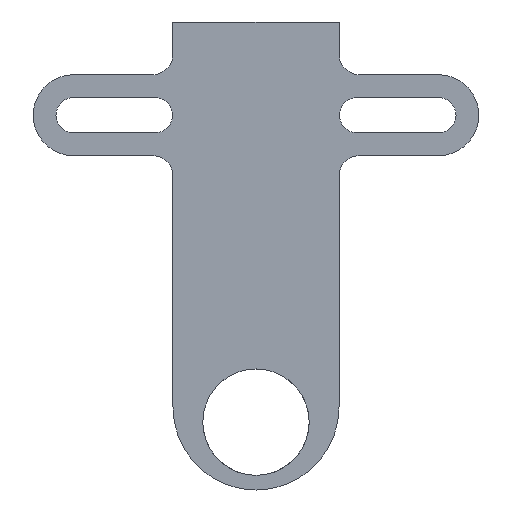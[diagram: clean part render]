
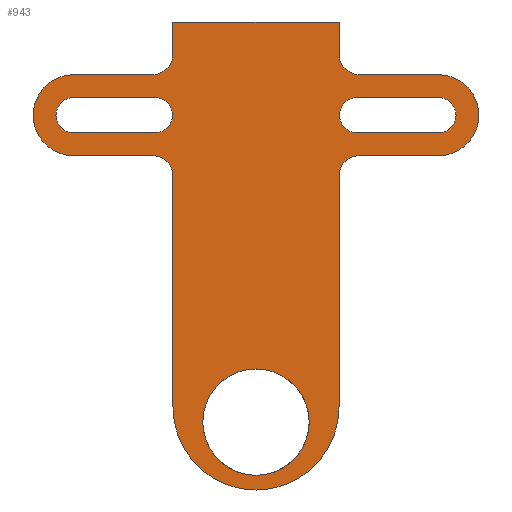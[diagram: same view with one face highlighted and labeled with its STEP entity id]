
A CAD part, front view. The second image highlights one B-rep face of the part: STEP entity #943.
In plain terms, the highlighted planar face has unit normal (0, -1, 0).
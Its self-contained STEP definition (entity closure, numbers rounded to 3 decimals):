
#19=FACE_BOUND('',#148,.T.);
#20=FACE_BOUND('',#149,.T.);
#21=FACE_BOUND('',#150,.T.);
#51=PLANE('',#1037);
#97=FACE_OUTER_BOUND('',#147,.T.);
#147=EDGE_LOOP('',(#857,#858,#859,#860,#861,#862,#863,#864,#865,#866,#867,
#868,#869,#870,#871,#872));
#148=EDGE_LOOP('',(#873,#874,#875,#876));
#149=EDGE_LOOP('',(#877,#878,#879,#880));
#150=EDGE_LOOP('',(#881));
#155=LINE('',#1316,#256);
#158=LINE('',#1328,#259);
#164=LINE('',#1339,#265);
#174=LINE('',#1363,#275);
#177=LINE('',#1375,#278);
#183=LINE('',#1386,#284);
#189=LINE('',#1399,#290);
#194=LINE('',#1413,#295);
#198=LINE('',#1427,#299);
#200=LINE('',#1433,#301);
#205=LINE('',#1447,#306);
#209=LINE('',#1461,#310);
#251=LINE('',#1569,#352);
#256=VECTOR('',#1052,10.);
#259=VECTOR('',#1063,10.);
#265=VECTOR('',#1069,10.);
#275=VECTOR('',#1087,10.);
#278=VECTOR('',#1098,10.);
#284=VECTOR('',#1104,10.);
#290=VECTOR('',#1112,10.);
#295=VECTOR('',#1125,10.);
#299=VECTOR('',#1143,10.);
#301=VECTOR('',#1149,10.);
#306=VECTOR('',#1162,10.);
#310=VECTOR('',#1180,10.);
#352=VECTOR('',#1294,10.);
#354=CIRCLE('',#960,2.);
#356=CIRCLE('',#964,2.);
#358=CIRCLE('',#968,2.);
#360=CIRCLE('',#972,2.);
#361=CIRCLE('',#976,1.75);
#363=CIRCLE('',#980,1.75);
#365=CIRCLE('',#983,4.);
#367=CIRCLE('',#989,1.75);
#369=CIRCLE('',#993,1.75);
#371=CIRCLE('',#996,4.);
#385=CIRCLE('',#1033,5.25);
#386=CIRCLE('',#1036,8.2);
#389=VERTEX_POINT('',#1306);
#390=VERTEX_POINT('',#1308);
#392=VERTEX_POINT('',#1314);
#395=VERTEX_POINT('',#1321);
#396=VERTEX_POINT('',#1323);
#397=VERTEX_POINT('',#1327);
#402=VERTEX_POINT('',#1337);
#409=VERTEX_POINT('',#1353);
#410=VERTEX_POINT('',#1355);
#412=VERTEX_POINT('',#1361);
#415=VERTEX_POINT('',#1368);
#416=VERTEX_POINT('',#1370);
#417=VERTEX_POINT('',#1374);
#422=VERTEX_POINT('',#1384);
#427=VERTEX_POINT('',#1397);
#428=VERTEX_POINT('',#1398);
#431=VERTEX_POINT('',#1406);
#433=VERTEX_POINT('',#1412);
#435=VERTEX_POINT('',#1421);
#437=VERTEX_POINT('',#1431);
#438=VERTEX_POINT('',#1432);
#441=VERTEX_POINT('',#1440);
#443=VERTEX_POINT('',#1446);
#445=VERTEX_POINT('',#1455);
#476=VERTEX_POINT('',#1565);
#479=EDGE_CURVE('',#389,#390,#354,.T.);
#483=EDGE_CURVE('',#392,#389,#155,.T.);
#486=EDGE_CURVE('',#395,#396,#356,.T.);
#488=EDGE_CURVE('',#397,#390,#158,.T.);
#494=EDGE_CURVE('',#395,#402,#164,.T.);
#502=EDGE_CURVE('',#409,#410,#358,.T.);
#506=EDGE_CURVE('',#412,#409,#174,.T.);
#509=EDGE_CURVE('',#415,#416,#360,.T.);
#511=EDGE_CURVE('',#417,#410,#177,.T.);
#517=EDGE_CURVE('',#415,#422,#183,.T.);
#523=EDGE_CURVE('',#427,#428,#189,.T.);
#527=EDGE_CURVE('',#428,#431,#361,.T.);
#530=EDGE_CURVE('',#431,#433,#194,.T.);
#533=EDGE_CURVE('',#433,#427,#363,.T.);
#535=EDGE_CURVE('',#392,#435,#365,.T.);
#538=EDGE_CURVE('',#435,#396,#198,.T.);
#540=EDGE_CURVE('',#437,#438,#200,.T.);
#544=EDGE_CURVE('',#438,#441,#367,.T.);
#547=EDGE_CURVE('',#441,#443,#205,.T.);
#550=EDGE_CURVE('',#443,#437,#369,.T.);
#552=EDGE_CURVE('',#412,#445,#371,.T.);
#555=EDGE_CURVE('',#445,#416,#209,.T.);
#609=EDGE_CURVE('',#476,#476,#385,.T.);
#610=EDGE_CURVE('',#402,#417,#251,.T.);
#611=EDGE_CURVE('',#397,#422,#386,.T.);
#857=ORIENTED_EDGE('',*,*,#488,.T.);
#858=ORIENTED_EDGE('',*,*,#479,.F.);
#859=ORIENTED_EDGE('',*,*,#483,.F.);
#860=ORIENTED_EDGE('',*,*,#535,.T.);
#861=ORIENTED_EDGE('',*,*,#538,.T.);
#862=ORIENTED_EDGE('',*,*,#486,.F.);
#863=ORIENTED_EDGE('',*,*,#494,.T.);
#864=ORIENTED_EDGE('',*,*,#610,.T.);
#865=ORIENTED_EDGE('',*,*,#511,.T.);
#866=ORIENTED_EDGE('',*,*,#502,.F.);
#867=ORIENTED_EDGE('',*,*,#506,.F.);
#868=ORIENTED_EDGE('',*,*,#552,.T.);
#869=ORIENTED_EDGE('',*,*,#555,.T.);
#870=ORIENTED_EDGE('',*,*,#509,.F.);
#871=ORIENTED_EDGE('',*,*,#517,.T.);
#872=ORIENTED_EDGE('',*,*,#611,.F.);
#873=ORIENTED_EDGE('',*,*,#533,.T.);
#874=ORIENTED_EDGE('',*,*,#523,.T.);
#875=ORIENTED_EDGE('',*,*,#527,.T.);
#876=ORIENTED_EDGE('',*,*,#530,.T.);
#877=ORIENTED_EDGE('',*,*,#550,.T.);
#878=ORIENTED_EDGE('',*,*,#540,.T.);
#879=ORIENTED_EDGE('',*,*,#544,.T.);
#880=ORIENTED_EDGE('',*,*,#547,.T.);
#881=ORIENTED_EDGE('',*,*,#609,.F.);
#943=ADVANCED_FACE('',(#97,#19,#20,#21),#51,.F.);
#960=AXIS2_PLACEMENT_3D('',#1309,#1045,#1046);
#964=AXIS2_PLACEMENT_3D('',#1324,#1058,#1059);
#968=AXIS2_PLACEMENT_3D('',#1356,#1080,#1081);
#972=AXIS2_PLACEMENT_3D('',#1371,#1093,#1094);
#976=AXIS2_PLACEMENT_3D('',#1407,#1118,#1119);
#980=AXIS2_PLACEMENT_3D('',#1418,#1130,#1131);
#983=AXIS2_PLACEMENT_3D('',#1422,#1136,#1137);
#989=AXIS2_PLACEMENT_3D('',#1441,#1155,#1156);
#993=AXIS2_PLACEMENT_3D('',#1452,#1167,#1168);
#996=AXIS2_PLACEMENT_3D('',#1456,#1173,#1174);
#1033=AXIS2_PLACEMENT_3D('',#1567,#1290,#1291);
#1036=AXIS2_PLACEMENT_3D('',#1571,#1297,#1298);
#1037=AXIS2_PLACEMENT_3D('',#1572,#1299,#1300);
#1045=DIRECTION('center_axis',(0.,-1.,0.));
#1046=DIRECTION('ref_axis',(-0.707,0.,0.707));
#1052=DIRECTION('',(-1.,0.,0.));
#1058=DIRECTION('center_axis',(0.,-1.,0.));
#1059=DIRECTION('ref_axis',(-0.707,0.,-0.707));
#1063=DIRECTION('',(0.,0.,1.));
#1069=DIRECTION('',(0.,0.,1.));
#1080=DIRECTION('center_axis',(0.,-1.,0.));
#1081=DIRECTION('ref_axis',(0.707,0.,-0.707));
#1087=DIRECTION('',(1.,0.,0.));
#1093=DIRECTION('center_axis',(0.,-1.,0.));
#1094=DIRECTION('ref_axis',(0.707,0.,0.707));
#1098=DIRECTION('',(0.,0.,-1.));
#1104=DIRECTION('',(0.,0.,-1.));
#1112=DIRECTION('',(1.,0.,0.));
#1118=DIRECTION('center_axis',(0.,1.,0.));
#1119=DIRECTION('ref_axis',(0.,0.,-1.));
#1125=DIRECTION('',(-1.,0.,0.));
#1130=DIRECTION('center_axis',(0.,1.,0.));
#1131=DIRECTION('ref_axis',(0.,0.,1.));
#1136=DIRECTION('center_axis',(0.,-1.,0.));
#1137=DIRECTION('ref_axis',(1.,0.,0.));
#1143=DIRECTION('',(-1.,0.,0.));
#1149=DIRECTION('',(-1.,0.,0.));
#1155=DIRECTION('center_axis',(0.,1.,0.));
#1156=DIRECTION('ref_axis',(0.,0.,1.));
#1162=DIRECTION('',(1.,0.,0.));
#1167=DIRECTION('center_axis',(0.,1.,0.));
#1168=DIRECTION('ref_axis',(0.,0.,-1.));
#1173=DIRECTION('center_axis',(0.,-1.,0.));
#1174=DIRECTION('ref_axis',(1.,0.,0.));
#1180=DIRECTION('',(1.,0.,0.));
#1290=DIRECTION('center_axis',(0.,-1.,0.));
#1291=DIRECTION('ref_axis',(1.,0.,0.));
#1294=DIRECTION('',(-1.,0.,0.));
#1297=DIRECTION('center_axis',(0.,1.,0.));
#1298=DIRECTION('ref_axis',(1.,0.,0.));
#1299=DIRECTION('center_axis',(0.,1.,0.));
#1300=DIRECTION('ref_axis',(1.,0.,0.));
#1306=CARTESIAN_POINT('',(10.2,0.,26.3));
#1308=CARTESIAN_POINT('',(8.2,0.,24.3));
#1309=CARTESIAN_POINT('Origin',(10.2,0.,24.3));
#1314=CARTESIAN_POINT('',(17.999,0.,26.3));
#1316=CARTESIAN_POINT('',(17.999,0.,26.3));
#1321=CARTESIAN_POINT('',(8.2,0.,36.3));
#1323=CARTESIAN_POINT('',(10.2,0.,34.3));
#1324=CARTESIAN_POINT('Origin',(10.2,0.,36.3));
#1327=CARTESIAN_POINT('',(8.2,0.,1.5));
#1328=CARTESIAN_POINT('',(8.2,0.,-1.5));
#1337=CARTESIAN_POINT('',(8.2,0.,39.5));
#1339=CARTESIAN_POINT('',(8.2,0.,-1.5));
#1353=CARTESIAN_POINT('',(-10.2,0.,34.3));
#1355=CARTESIAN_POINT('',(-8.2,0.,36.3));
#1356=CARTESIAN_POINT('Origin',(-10.2,0.,36.3));
#1361=CARTESIAN_POINT('',(-17.999,0.,34.3));
#1363=CARTESIAN_POINT('',(-17.999,0.,34.3));
#1368=CARTESIAN_POINT('',(-8.2,0.,24.3));
#1370=CARTESIAN_POINT('',(-10.2,0.,26.3));
#1371=CARTESIAN_POINT('Origin',(-10.2,0.,24.3));
#1374=CARTESIAN_POINT('',(-8.2,0.,39.5));
#1375=CARTESIAN_POINT('',(-8.2,0.,39.5));
#1384=CARTESIAN_POINT('',(-8.2,0.,1.5));
#1386=CARTESIAN_POINT('',(-8.2,0.,39.5));
#1397=CARTESIAN_POINT('',(9.999,0.,32.05));
#1398=CARTESIAN_POINT('',(17.999,0.,32.05));
#1399=CARTESIAN_POINT('',(17.999,0.,32.05));
#1406=CARTESIAN_POINT('',(17.999,0.,28.55));
#1407=CARTESIAN_POINT('Origin',(17.999,0.,30.3));
#1412=CARTESIAN_POINT('',(9.999,0.,28.55));
#1413=CARTESIAN_POINT('',(9.999,0.,28.55));
#1418=CARTESIAN_POINT('Origin',(9.999,0.,30.3));
#1421=CARTESIAN_POINT('',(17.999,0.,34.3));
#1422=CARTESIAN_POINT('Origin',(17.999,0.,30.3));
#1427=CARTESIAN_POINT('',(17.999,0.,34.3));
#1431=CARTESIAN_POINT('',(-9.999,0.,28.55));
#1432=CARTESIAN_POINT('',(-17.999,0.,28.55));
#1433=CARTESIAN_POINT('',(-9.999,0.,28.55));
#1440=CARTESIAN_POINT('',(-17.999,0.,32.05));
#1441=CARTESIAN_POINT('Origin',(-17.999,0.,30.3));
#1446=CARTESIAN_POINT('',(-9.999,0.,32.05));
#1447=CARTESIAN_POINT('',(-17.999,0.,32.05));
#1452=CARTESIAN_POINT('Origin',(-9.999,0.,30.3));
#1455=CARTESIAN_POINT('',(-17.999,0.,26.3));
#1456=CARTESIAN_POINT('Origin',(-17.999,0.,30.3));
#1461=CARTESIAN_POINT('',(-17.999,0.,26.3));
#1565=CARTESIAN_POINT('',(-5.25,0.,0.));
#1567=CARTESIAN_POINT('Origin',(0.,0.,0.));
#1569=CARTESIAN_POINT('',(8.2,0.,39.5));
#1571=CARTESIAN_POINT('Origin',(0.,0.,1.5));
#1572=CARTESIAN_POINT('Origin',(0.,0.,16.4));
